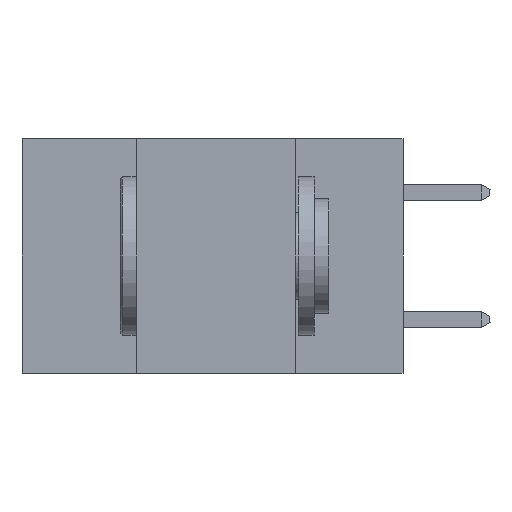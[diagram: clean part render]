
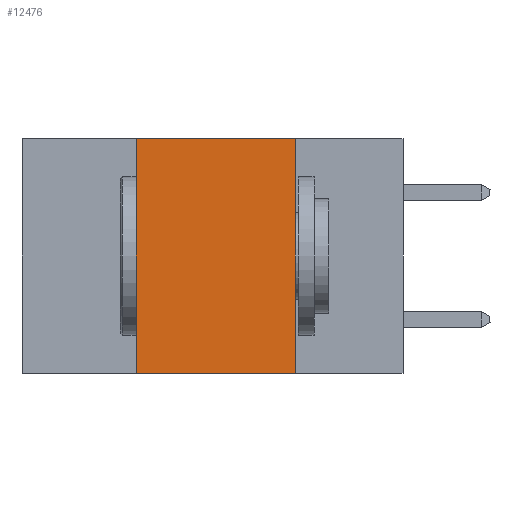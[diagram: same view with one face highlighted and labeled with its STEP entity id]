
A CAD part, left-side view. The second image highlights one B-rep face of the part: STEP entity #12476.
In plain terms, the highlighted planar face has unit normal (-1, 0, 0).
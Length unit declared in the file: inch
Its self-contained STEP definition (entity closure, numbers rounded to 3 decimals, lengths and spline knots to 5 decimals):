
#52 = EDGE_CURVE ( 'NONE', #24791, #16021, #14085, .T. ) ;
#314 = PLANE ( 'NONE',  #4376 ) ;
#731 = EDGE_LOOP ( 'NONE', ( #23345, #32334, #20285, #29374 ) ) ;
#1928 = CARTESIAN_POINT ( 'NONE',  ( 0., 0.6, 0. ) ) ;
#3136 = DIRECTION ( 'NONE',  ( 0., 0., -1. ) ) ;
#4376 = AXIS2_PLACEMENT_3D ( 'NONE', #27907, #19686, #3136 ) ;
#5105 = VECTOR ( 'NONE', #22497, 39.37008 ) ;
#5442 = DIRECTION ( 'NONE',  ( 0., -1., 0. ) ) ;
#7262 = VECTOR ( 'NONE', #15937, 39.37008 ) ;
#7607 = DIRECTION ( 'NONE',  ( 0., 0., -1. ) ) ;
#7986 = CARTESIAN_POINT ( 'NONE',  ( 0., 0.17, 0. ) ) ;
#8101 = CARTESIAN_POINT ( 'NONE',  ( 0., 0.6, -0.37 ) ) ;
#8309 = CARTESIAN_POINT ( 'NONE',  ( 0., 0.17, -0.37 ) ) ;
#10455 = CARTESIAN_POINT ( 'NONE',  ( 0., 0.42, -0.37 ) ) ;
#10582 = VECTOR ( 'NONE', #5442, 39.37008 ) ;
#12476 = ADVANCED_FACE ( 'NONE', ( #14845 ), #314, .F. ) ;
#14085 = LINE ( 'NONE', #7986, #27896 ) ;
#14845 = FACE_OUTER_BOUND ( 'NONE', #731, .T. ) ;
#15352 = EDGE_CURVE ( 'NONE', #26683, #24791, #27594, .T. ) ;
#15586 = EDGE_CURVE ( 'NONE', #30870, #26683, #19782, .T. ) ;
#15937 = DIRECTION ( 'NONE',  ( 0., -1., 0. ) ) ;
#16021 = VERTEX_POINT ( 'NONE', #8309 ) ;
#17396 = EDGE_CURVE ( 'NONE', #30870, #16021, #18779, .T. ) ;
#18779 = LINE ( 'NONE', #8101, #10582 ) ;
#19686 = DIRECTION ( 'NONE',  ( 1., 0., 0. ) ) ;
#19688 = CARTESIAN_POINT ( 'NONE',  ( 0., 0.42, 0. ) ) ;
#19782 = LINE ( 'NONE', #19688, #5105 ) ;
#20285 = ORIENTED_EDGE ( 'NONE', *, *, #15586, .F. ) ;
#22497 = DIRECTION ( 'NONE',  ( 0., 0., 1. ) ) ;
#23345 = ORIENTED_EDGE ( 'NONE', *, *, #52, .F. ) ;
#24791 = VERTEX_POINT ( 'NONE', #30714 ) ;
#26683 = VERTEX_POINT ( 'NONE', #27774 ) ;
#27594 = LINE ( 'NONE', #1928, #7262 ) ;
#27774 = CARTESIAN_POINT ( 'NONE',  ( 0., 0.42, 0. ) ) ;
#27896 = VECTOR ( 'NONE', #7607, 39.37008 ) ;
#27907 = CARTESIAN_POINT ( 'NONE',  ( 0., 0.6, 0. ) ) ;
#29374 = ORIENTED_EDGE ( 'NONE', *, *, #17396, .T. ) ;
#30714 = CARTESIAN_POINT ( 'NONE',  ( 0., 0.17, 0. ) ) ;
#30870 = VERTEX_POINT ( 'NONE', #10455 ) ;
#32334 = ORIENTED_EDGE ( 'NONE', *, *, #15352, .F. ) ;
